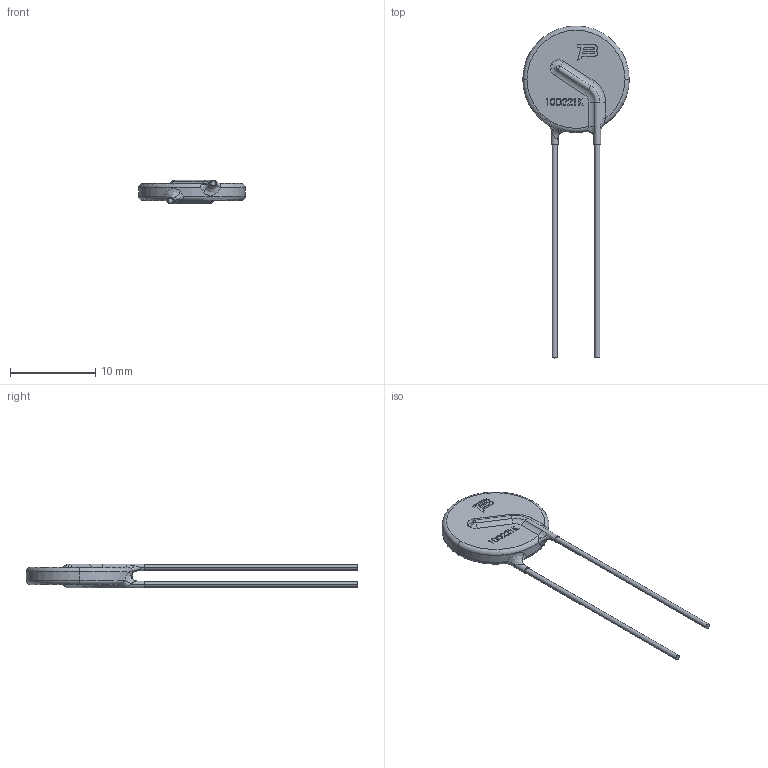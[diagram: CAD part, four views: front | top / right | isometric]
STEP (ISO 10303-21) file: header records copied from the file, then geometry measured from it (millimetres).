
FILE_DESCRIPTION (( 'STEP AP214' ), '1' );
FILE_NAME ('MOV-10D221K.STEP', '2025-01-20T19:32:58', ( '' ), ( '' ), 'SwSTEP 2.0', 'SolidWorks 2021', '' );
FILE_SCHEMA (( 'AUTOMOTIVE_DESIGN' ));
Length unit declared in the file: millimetre
Products named in the file (1): MOV-10D221K
Bounding box: 12.5 x 38.96 x 2.8 mm (x, y, z)
Volume: 264.4 mm3; surface area: 421.3 mm2
Topology: 3 solids, 3 shells, 159 faces, 407 edges, 264 vertices
Faces by surface type: plane 75, bspline 44, cylinder 20, torus 18, sphere 2
Entity records: 8911 total; most frequent: CARTESIAN_POINT 4618, ORIENTED_EDGE 806, DIRECTION 611, EDGE_CURVE 403, VERTEX_POINT 262, VECTOR 227, LINE 227, AXIS2_PLACEMENT_3D 192
